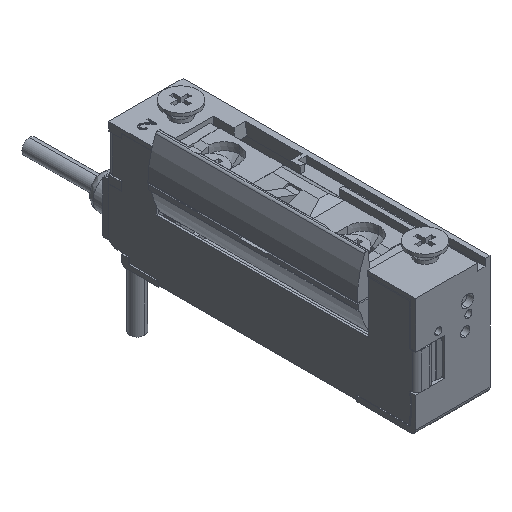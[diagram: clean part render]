
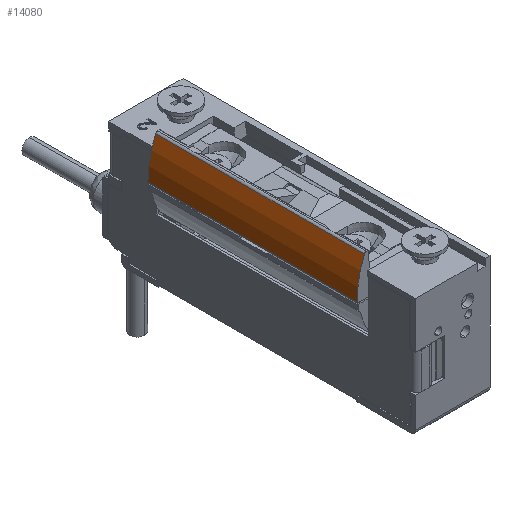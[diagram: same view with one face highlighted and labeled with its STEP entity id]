
A CAD part, isometric view. The second image highlights one B-rep face of the part: STEP entity #14080.
In plain terms, the highlighted cylindrical face has radius 21.047 mm (diameter 42.094 mm), a partial arc.
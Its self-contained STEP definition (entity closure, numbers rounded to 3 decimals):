
#35 = ORIENTED_EDGE ( 'NONE', *, *, #13074, .T. ) ;
#635 = CARTESIAN_POINT ( 'NONE',  ( -16.423, 55.461, 28.709 ) ) ;
#975 =( BOUNDED_CURVE ( )  B_SPLINE_CURVE ( 3, ( #27566, #6096, #13708, #20035 ),
 .UNSPECIFIED., .F., .F. ) 
 B_SPLINE_CURVE_WITH_KNOTS ( ( 4, 4 ),
 ( 4.313, 4.712 ),
 .UNSPECIFIED. ) 
 CURVE ( )  GEOMETRIC_REPRESENTATION_ITEM ( )  RATIONAL_B_SPLINE_CURVE ( ( 1., 0.987, 0.987, 1. ) ) 
 REPRESENTATION_ITEM ( '' )  );
#1205 = DIRECTION ( 'NONE',  ( 0., 1., 0. ) ) ;
#2738 = CARTESIAN_POINT ( 'NONE',  ( -18.013, 10.535, 20.513 ) ) ;
#3067 = CARTESIAN_POINT ( 'NONE',  ( -18.013, 10.535, 20.513 ) ) ;
#3072 = CARTESIAN_POINT ( 'NONE',  ( -17.498, 10.584, 26.102 ) ) ;
#3219 = CARTESIAN_POINT ( 'NONE',  ( -16.423, 10.606, 28.709 ) ) ;
#3478 = ORIENTED_EDGE ( 'NONE', *, *, #19501, .T. ) ;
#3664 = VERTEX_POINT ( 'NONE', #635 ) ;
#4375 = DIRECTION ( 'NONE',  ( 0., 1., 0. ) ) ;
#4390 = CARTESIAN_POINT ( 'NONE',  ( -16.423, 1.569, 28.709 ) ) ;
#4554 = LINE ( 'NONE', #4390, #11246 ) ;
#4860 = VECTOR ( 'NONE', #1205, 1000. ) ;
#5434 = CARTESIAN_POINT ( 'NONE',  ( -18.035, 10.559, 23.333 ) ) ;
#6096 = CARTESIAN_POINT ( 'NONE',  ( -17.498, 55.484, 26.102 ) ) ;
#6627 = EDGE_LOOP ( 'NONE', ( #21736, #3478, #17249, #35 ) ) ;
#10449 = AXIS2_PLACEMENT_3D ( 'NONE', #32491, #4375, #22736 ) ;
#11246 = VECTOR ( 'NONE', #14361, 1000. ) ;
#12146 = FACE_OUTER_BOUND ( 'NONE', #6627, .T. ) ;
#12784 = VERTEX_POINT ( 'NONE', #16940 ) ;
#13074 = EDGE_CURVE ( 'NONE', #3664, #12784, #975, .T. ) ;
#13366 = CARTESIAN_POINT ( 'NONE',  ( -16.423, 10.606, 28.709 ) ) ;
#13708 = CARTESIAN_POINT ( 'NONE',  ( -18.035, 55.508, 23.333 ) ) ;
#13996 = VERTEX_POINT ( 'NONE', #3219 ) ;
#14080 = ADVANCED_FACE ( 'NONE', ( #12146 ), #29941, .T. ) ;
#14199 = LINE ( 'NONE', #32158, #4860 ) ;
#14361 = DIRECTION ( 'NONE',  ( 0., 1., 0. ) ) ;
#16259 = EDGE_CURVE ( 'NONE', #26040, #12784, #14199, .T. ) ;
#16940 = CARTESIAN_POINT ( 'NONE',  ( -18.013, 55.532, 20.513 ) ) ;
#17249 = ORIENTED_EDGE ( 'NONE', *, *, #26933, .T. ) ;
#19501 = EDGE_CURVE ( 'NONE', #26040, #13996, #27413, .T. ) ;
#20035 = CARTESIAN_POINT ( 'NONE',  ( -18.013, 55.532, 20.513 ) ) ;
#21736 = ORIENTED_EDGE ( 'NONE', *, *, #16259, .F. ) ;
#22736 = DIRECTION ( 'NONE',  ( -1., 0., -0.008 ) ) ;
#26040 = VERTEX_POINT ( 'NONE', #3067 ) ;
#26933 = EDGE_CURVE ( 'NONE', #13996, #3664, #4554, .T. ) ;
#27413 =( BOUNDED_CURVE ( )  B_SPLINE_CURVE ( 3, ( #2738, #5434, #3072, #13366 ),
 .UNSPECIFIED., .F., .F. ) 
 B_SPLINE_CURVE_WITH_KNOTS ( ( 4, 4 ),
 ( 4.712, 5.112 ),
 .UNSPECIFIED. ) 
 CURVE ( )  GEOMETRIC_REPRESENTATION_ITEM ( )  RATIONAL_B_SPLINE_CURVE ( ( 1., 0.987, 0.987, 1. ) ) 
 REPRESENTATION_ITEM ( '' )  );
#27566 = CARTESIAN_POINT ( 'NONE',  ( -16.423, 55.461, 28.709 ) ) ;
#29941 = CYLINDRICAL_SURFACE ( 'NONE', #10449, 21.047 ) ;
#32158 = CARTESIAN_POINT ( 'NONE',  ( -18.013, 1.569, 20.513 ) ) ;
#32491 = CARTESIAN_POINT ( 'NONE',  ( 3.034, 1.569, 20.682 ) ) ;
